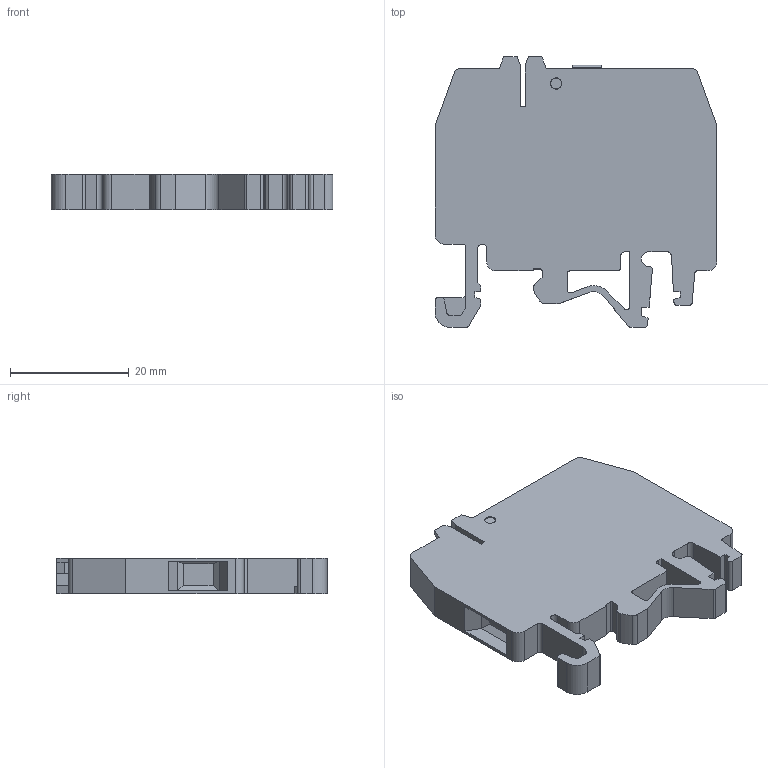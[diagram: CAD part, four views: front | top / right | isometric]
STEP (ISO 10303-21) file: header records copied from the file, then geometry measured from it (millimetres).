
FILE_DESCRIPTION(('Creo Elements/Direct Modeling STEP Export'),'2;1');
FILE_NAME('MPS.4-GR.stp','2014-01-23T13:58:00',(''),(''),'Creo Elements/Direct Modeling STEP processor for AP214 (Solid Model)','Creo Elements/Direct Modeling 18.0B 02-Dec-2011 (C) Parametric Technology GmbH','');
FILE_SCHEMA(('AUTOMOTIVE_DESIGN { 1 0 10303 214 1 1 1 1 }'));
Length unit declared in the file: millimetre
Products named in the file (3): MPS_4-GR-66530.PRT; MPS_4-GR-66860.ASM; MPS_4-GR.stp
Assembly tree (2 placements, depth 3):
  MPS_4-GR.stp
    MPS_4-GR-66860.ASM
      MPS_4-GR-66530.PRT
Bounding box: 47.4 x 45.5 x 6 mm (x, y, z)
Volume: 9304.2 mm3; surface area: 5824.9 mm2
Topology: 1 solids, 1 shells, 202 faces, 574 edges, 381 vertices
Faces by surface type: plane 145, cylinder 57
Entity records: 6752 total; most frequent: CARTESIAN_POINT 1214, ORIENTED_EDGE 1148, DIRECTION 1050, EDGE_CURVE 574, VECTOR 440, LINE 440, VERTEX_POINT 381, AXIS2_PLACEMENT_3D 305
